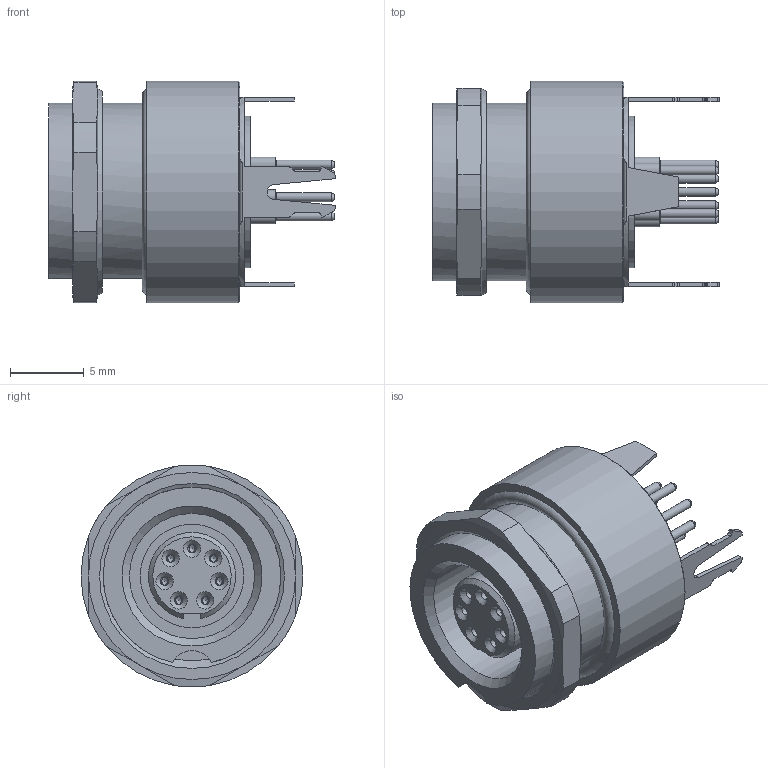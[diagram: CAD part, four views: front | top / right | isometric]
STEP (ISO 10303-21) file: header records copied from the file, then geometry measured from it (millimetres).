
FILE_DESCRIPTION(/* description */ (''),/* implementation_level */ '2;1');
FILE_NAME(/* name */ '09-0424-35-07_bg.stp',/* time_stamp */ '2010-09-03T08:53:13+02:00',/* author */ (''),/* organization */ (''),/* preprocessor_version */ 'ST-DEVELOPER v11',/* originating_system */ 'UGS - NX 5.0',/* authorisation */ '');
FILE_SCHEMA (('CONFIG_CONTROL_DESIGN'));
Length unit declared in the file: millimetre
Products named in the file (1): cerl9A405pr9
Bounding box: 19.35 x 15 x 15 mm (x, y, z)
Volume: 1650.9 mm3; surface area: 1826 mm2
Topology: 1 solids, 1 shells, 265 faces, 647 edges, 421 vertices
Faces by surface type: plane 113, cylinder 77, cone 39, bspline 14, extrusion 14, torus 8
Full cylindrical faces by diameter (mm): 0.57 x7, 0.6 x7, 1 x7, 7 x1, 8.459 x1, 9.65 x1, 10.25 x1, 12 x1, 15 x1
Entity records: 8726 total; most frequent: CARTESIAN_POINT 2774, DIRECTION 1190, ORIENTED_EDGE 1128, EDGE_CURVE 564, AXIS2_PLACEMENT_3D 468, VERTEX_POINT 406, EDGE_LOOP 365, ADVANCED_FACE 265
